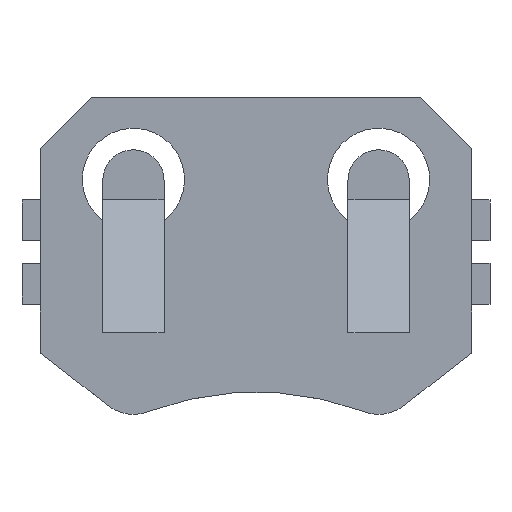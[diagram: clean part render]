
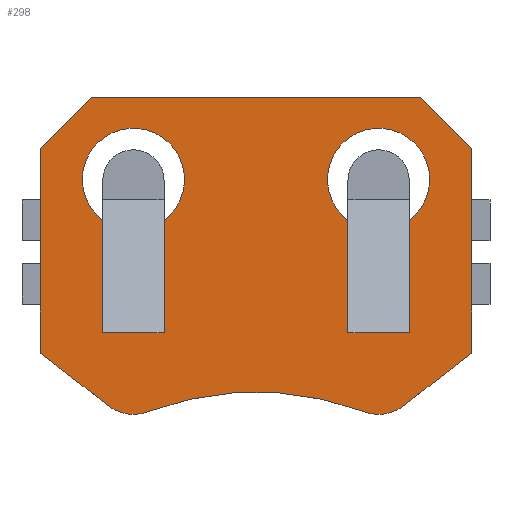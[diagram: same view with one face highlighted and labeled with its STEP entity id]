
A CAD part, top view. The second image highlights one B-rep face of the part: STEP entity #298.
In plain terms, the highlighted planar face has unit normal (0, 0, 1).
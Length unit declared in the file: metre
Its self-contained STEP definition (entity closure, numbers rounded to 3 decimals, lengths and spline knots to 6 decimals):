
#264 = EDGE_CURVE( '', #759, #760, #761, .T. );
#280 = EDGE_CURVE( '', #787, #788, #789, .T. );
#298 = ADVANCED_FACE( '', ( #820, #821, #822 ), #823, .T. );
#304 = EDGE_CURVE( '', #833, #804, #834, .T. );
#308 = EDGE_CURVE( '', #840, #759, #841, .T. );
#330 = EDGE_CURVE( '', #878, #879, #880, .T. );
#348 = EDGE_CURVE( '', #907, #908, #909, .T. );
#356 = EDGE_CURVE( '', #804, #921, #922, .T. );
#394 = EDGE_CURVE( '', #908, #878, #983, .T. );
#420 = EDGE_CURVE( '', #788, #1020, #1021, .T. );
#422 = EDGE_CURVE( '', #1023, #1024, #1025, .T. );
#448 = EDGE_CURVE( '', #921, #1006, #1065, .T. );
#476 = EDGE_CURVE( '', #837, #1101, #1102, .T. );
#530 = EDGE_CURVE( '', #1006, #833, #1170, .T. );
#642 = EDGE_CURVE( '', #879, #840, #1304, .T. );
#694 = EDGE_CURVE( '', #1024, #837, #1362, .T. );
#698 = EDGE_CURVE( '', #1101, #1023, #1367, .T. );
#716 = EDGE_CURVE( '', #1020, #907, #1390, .T. );
#724 = EDGE_CURVE( '', #760, #787, #1399, .T. );
#759 = VERTEX_POINT( '', #1427 );
#760 = VERTEX_POINT( '', #1428 );
#761 = CIRCLE( '', #1429, 0.015 );
#787 = VERTEX_POINT( '', #1460 );
#788 = VERTEX_POINT( '', #1461 );
#789 = LINE( '', #1462, #1463 );
#804 = VERTEX_POINT( '', #1485 );
#820 = FACE_BOUND( '', #1508, .T. );
#821 = FACE_OUTER_BOUND( '', #1509, .T. );
#822 = FACE_BOUND( '', #1510, .T. );
#823 = PLANE( '', #1511 );
#833 = VERTEX_POINT( '', #1526 );
#834 = LINE( '', #1527, #1528 );
#837 = VERTEX_POINT( '', #1532 );
#840 = VERTEX_POINT( '', #1537 );
#841 = CIRCLE( '', #1538, 0.002 );
#878 = VERTEX_POINT( '', #1588 );
#879 = VERTEX_POINT( '', #1589 );
#880 = LINE( '', #1590, #1591 );
#907 = VERTEX_POINT( '', #1632 );
#908 = VERTEX_POINT( '', #1633 );
#909 = LINE( '', #1634, #1635 );
#921 = VERTEX_POINT( '', #1652 );
#922 = LINE( '', #1653, #1654 );
#983 = LINE( '', #1742, #1743 );
#1006 = VERTEX_POINT( '', #1773 );
#1020 = VERTEX_POINT( '', #1795 );
#1021 = LINE( '', #1796, #1797 );
#1023 = VERTEX_POINT( '', #1800 );
#1024 = VERTEX_POINT( '', #1801 );
#1025 = LINE( '', #1802, #1803 );
#1065 = CIRCLE( '', #1862, 0.0025 );
#1101 = VERTEX_POINT( '', #1918 );
#1102 = CIRCLE( '', #1919, 0.0025 );
#1170 = LINE( '', #2028, #2029 );
#1304 = LINE( '', #2240, #2241 );
#1362 = LINE( '', #2337, #2338 );
#1367 = LINE( '', #2344, #2345 );
#1390 = LINE( '', #2375, #2376 );
#1399 = CIRCLE( '', #2390, 0.002 );
#1427 = CARTESIAN_POINT( '', ( -0.005294, -0.007835, 0.004208 ) );
#1428 = CARTESIAN_POINT( '', ( 0.005294, -0.007835, 0.004208 ) );
#1429 = AXIS2_PLACEMENT_3D( '', #2417, #2418, #2419 );
#1460 = CARTESIAN_POINT( '', ( 0.007226, -0.007544, 0.004208 ) );
#1461 = CARTESIAN_POINT( '', ( 0.01055, -0.004964, 0.004208 ) );
#1462 = CARTESIAN_POINT( '', ( 0.01055, -0.004964, 0.004208 ) );
#1463 = VECTOR( '', #2490, 1. );
#1485 = CARTESIAN_POINT( '', ( 0.0075, -0.003964, 0.004208 ) );
#1508 = EDGE_LOOP( '', ( #2507, #2508, #2509, #2510 ) );
#1509 = EDGE_LOOP( '', ( #2511, #2512, #2513, #2514, #2515, #2516, #2517, #2518, #2519, #2520 ) );
#1510 = EDGE_LOOP( '', ( #2521, #2522, #2523, #2524 ) );
#1511 = AXIS2_PLACEMENT_3D( '', #2525, #2526, #2527 );
#1526 = CARTESIAN_POINT( '', ( 0.0045, -0.003964, 0.004208 ) );
#1527 = CARTESIAN_POINT( '', ( 0.0045, -0.003964, 0.004208 ) );
#1528 = VECTOR( '', #2530, 1. );
#1532 = CARTESIAN_POINT( '', ( -0.0075, 0.001536, 0.004208 ) );
#1537 = CARTESIAN_POINT( '', ( -0.007226, -0.007544, 0.004208 ) );
#1538 = AXIS2_PLACEMENT_3D( '', #2532, #2533, #2534 );
#1588 = CARTESIAN_POINT( '', ( -0.01055, 0.005036, 0.004208 ) );
#1589 = CARTESIAN_POINT( '', ( -0.01055, -0.004964, 0.004208 ) );
#1590 = CARTESIAN_POINT( '', ( -0.01055, 0.005036, 0.004208 ) );
#1591 = VECTOR( '', #2573, 1. );
#1632 = CARTESIAN_POINT( '', ( 0.00805, 0.007536, 0.004208 ) );
#1633 = CARTESIAN_POINT( '', ( -0.00805, 0.007536, 0.004208 ) );
#1634 = CARTESIAN_POINT( '', ( -0.00805, 0.007536, 0.004208 ) );
#1635 = VECTOR( '', #2591, 1. );
#1652 = CARTESIAN_POINT( '', ( 0.0075, 0.001536, 0.004208 ) );
#1653 = CARTESIAN_POINT( '', ( 0.0075, -0.003964, 0.004208 ) );
#1654 = VECTOR( '', #2610, 1. );
#1742 = CARTESIAN_POINT( '', ( -0.00805, 0.007536, 0.004208 ) );
#1743 = VECTOR( '', #2665, 1. );
#1773 = CARTESIAN_POINT( '', ( 0.0045, 0.001536, 0.004208 ) );
#1795 = CARTESIAN_POINT( '', ( 0.01055, 0.005036, 0.004208 ) );
#1796 = CARTESIAN_POINT( '', ( 0.01055, 0.005036, 0.004208 ) );
#1797 = VECTOR( '', #2723, 1. );
#1800 = CARTESIAN_POINT( '', ( -0.0045, -0.003964, 0.004208 ) );
#1801 = CARTESIAN_POINT( '', ( -0.0075, -0.003964, 0.004208 ) );
#1802 = CARTESIAN_POINT( '', ( -0.0045, -0.003964, 0.004208 ) );
#1803 = VECTOR( '', #2724, 1. );
#1862 = AXIS2_PLACEMENT_3D( '', #2758, #2759, #2760 );
#1918 = CARTESIAN_POINT( '', ( -0.0045, 0.001536, 0.004208 ) );
#1919 = AXIS2_PLACEMENT_3D( '', #2799, #2800, #2801 );
#2028 = CARTESIAN_POINT( '', ( 0.0045, 0.001536, 0.004208 ) );
#2029 = VECTOR( '', #2879, 1. );
#2240 = CARTESIAN_POINT( '', ( -0.01055, -0.004964, 0.004208 ) );
#2241 = VECTOR( '', #3057, 1. );
#2337 = CARTESIAN_POINT( '', ( -0.0075, -0.003964, 0.004208 ) );
#2338 = VECTOR( '', #3137, 1. );
#2344 = CARTESIAN_POINT( '', ( -0.0045, 0.001536, 0.004208 ) );
#2345 = VECTOR( '', #3148, 1. );
#2375 = CARTESIAN_POINT( '', ( 0.00805, 0.007536, 0.004208 ) );
#2376 = VECTOR( '', #3200, 1. );
#2390 = AXIS2_PLACEMENT_3D( '', #3211, #3212, #3213 );
#2417 = CARTESIAN_POINT( '', ( 0., -0.02187, 0.004208 ) );
#2418 = DIRECTION( '', ( 0., 0., -1. ) );
#2419 = DIRECTION( '', ( 0., 1., 0. ) );
#2490 = DIRECTION( '', ( 0.79, 0.613, 0. ) );
#2507 = ORIENTED_EDGE( '', *, *, #448, .F. );
#2508 = ORIENTED_EDGE( '', *, *, #356, .F. );
#2509 = ORIENTED_EDGE( '', *, *, #304, .F. );
#2510 = ORIENTED_EDGE( '', *, *, #530, .F. );
#2511 = ORIENTED_EDGE( '', *, *, #394, .T. );
#2512 = ORIENTED_EDGE( '', *, *, #330, .T. );
#2513 = ORIENTED_EDGE( '', *, *, #642, .T. );
#2514 = ORIENTED_EDGE( '', *, *, #308, .T. );
#2515 = ORIENTED_EDGE( '', *, *, #264, .T. );
#2516 = ORIENTED_EDGE( '', *, *, #724, .T. );
#2517 = ORIENTED_EDGE( '', *, *, #280, .T. );
#2518 = ORIENTED_EDGE( '', *, *, #420, .T. );
#2519 = ORIENTED_EDGE( '', *, *, #716, .T. );
#2520 = ORIENTED_EDGE( '', *, *, #348, .T. );
#2521 = ORIENTED_EDGE( '', *, *, #694, .T. );
#2522 = ORIENTED_EDGE( '', *, *, #476, .T. );
#2523 = ORIENTED_EDGE( '', *, *, #698, .T. );
#2524 = ORIENTED_EDGE( '', *, *, #422, .T. );
#2525 = CARTESIAN_POINT( '', ( -0.006, -0.005964, 0.004208 ) );
#2526 = DIRECTION( '', ( 0., 0., 1. ) );
#2527 = DIRECTION( '', ( 1., 0., 0. ) );
#2530 = DIRECTION( '', ( 1., 0., 0. ) );
#2532 = CARTESIAN_POINT( '', ( -0.006, -0.005964, 0.004208 ) );
#2533 = DIRECTION( '', ( 0., 0., 1. ) );
#2534 = DIRECTION( '', ( 0., -1., 0. ) );
#2573 = DIRECTION( '', ( 0., -1., 0. ) );
#2591 = DIRECTION( '', ( -1., 0., 0. ) );
#2610 = DIRECTION( '', ( 0., 1., 0. ) );
#2665 = DIRECTION( '', ( -0.707, -0.707, 0. ) );
#2723 = DIRECTION( '', ( 0., 1., 0. ) );
#2724 = DIRECTION( '', ( -1., 0., 0. ) );
#2758 = CARTESIAN_POINT( '', ( 0.006, 0.003536, 0.004208 ) );
#2759 = DIRECTION( '', ( 0., 0., 1. ) );
#2760 = DIRECTION( '', ( 0., -1., 0. ) );
#2799 = CARTESIAN_POINT( '', ( -0.006, 0.003536, 0.004208 ) );
#2800 = DIRECTION( '', ( 0., 0., -1. ) );
#2801 = DIRECTION( '', ( 0., -1., 0. ) );
#2879 = DIRECTION( '', ( 0., -1., 0. ) );
#3057 = DIRECTION( '', ( 0.79, -0.613, 0. ) );
#3137 = DIRECTION( '', ( 0., 1., 0. ) );
#3148 = DIRECTION( '', ( 0., -1., 0. ) );
#3200 = DIRECTION( '', ( -0.707, 0.707, 0. ) );
#3211 = CARTESIAN_POINT( '', ( 0.006, -0.005964, 0.004208 ) );
#3212 = DIRECTION( '', ( 0., 0., 1. ) );
#3213 = DIRECTION( '', ( 0., 1., 0. ) );
